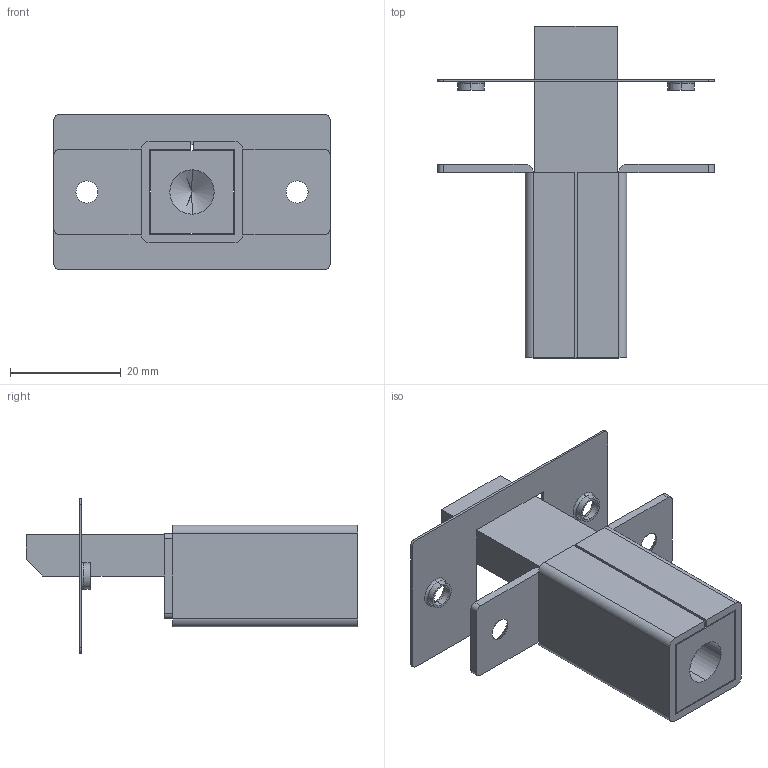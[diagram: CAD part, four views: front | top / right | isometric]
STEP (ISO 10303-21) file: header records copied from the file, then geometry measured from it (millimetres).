
FILE_DESCRIPTION (( 'STEP AP203' ), '1' );
FILE_NAME ('sone3D.STEP', '2014-07-24T08:12:01', ( '' ), ( '' ), 'SwSTEP 2.0', 'SolidWorks 2012', '' );
FILE_SCHEMA (( 'CONFIG_CONTROL_DESIGN' ));
Length unit declared in the file: millimetre
Products named in the file (4): sone3D; AC-25-RD儔僢僠僈僀僪壔徬斅_; AC-25-RDラック_; AC-25-RD儔僢僠僈僀僪_
Assembly tree (3 placements, depth 2):
  sone3D
    AC-25-RD儔僢僠僈僀僪_
    AC-25-RDラック_
    AC-25-RD儔僢僠僈僀僪壔徬斅_
Bounding box: 50 x 60 x 28 mm (x, y, z)
Volume: 13799.2 mm3; surface area: 12450.4 mm2
Topology: 3 solids, 3 shells, 89 faces, 213 edges, 131 vertices
Faces by surface type: plane 47, cylinder 28, torus 8, cone 6
Entity records: 2983 total; most frequent: DIRECTION 477, CARTESIAN_POINT 437, ORIENTED_EDGE 422, EDGE_CURVE 211, AXIS2_PLACEMENT_3D 171, VECTOR 135, LINE 135, VERTEX_POINT 131
